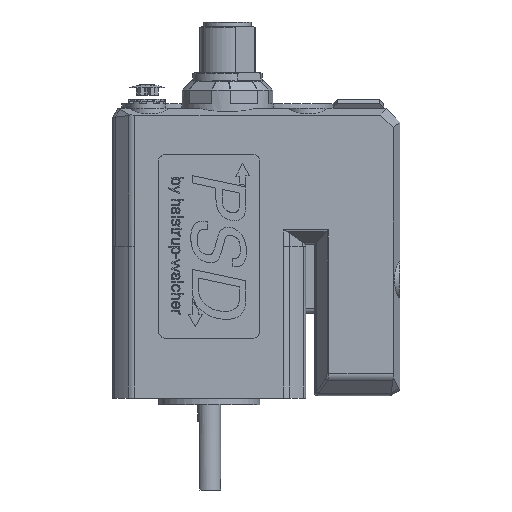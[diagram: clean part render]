
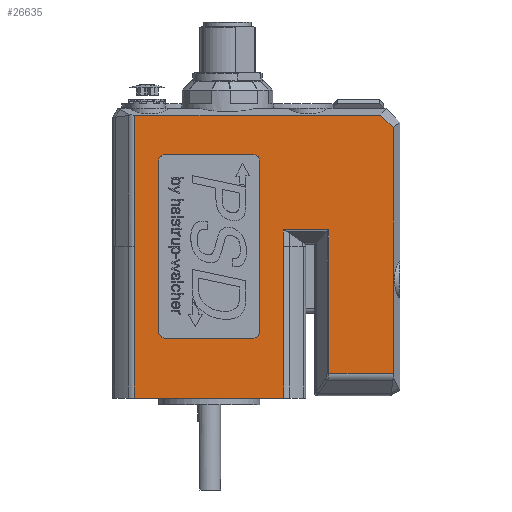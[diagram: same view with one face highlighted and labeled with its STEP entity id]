
A CAD part, left-side view. The second image highlights one B-rep face of the part: STEP entity #26635.
In plain terms, the highlighted planar face has unit normal (-1, 0, 0).
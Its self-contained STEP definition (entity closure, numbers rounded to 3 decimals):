
#236=FACE_BOUND('',#4922,.T.);
#722=PLANE('',#27926);
#3439=FACE_OUTER_BOUND('',#4921,.T.);
#4921=EDGE_LOOP('',(#21740,#21741,#21742,#21743,#21744,#21745,#21746,#21747,
#21748,#21749,#21750,#21751,#21752));
#4922=EDGE_LOOP('',(#21753,#21754,#21755,#21756,#21757,#21758,#21759,#21760));
#5393=CIRCLE('',#27288,1.5);
#5394=CIRCLE('',#27291,1.5);
#5395=CIRCLE('',#27294,1.5);
#5396=CIRCLE('',#27297,1.5);
#6634=LINE('',#39342,#8703);
#6637=LINE('',#39350,#8706);
#6640=LINE('',#39358,#8709);
#6643=LINE('',#39365,#8712);
#7574=LINE('',#46261,#9643);
#7601=LINE('',#46375,#9670);
#7603=LINE('',#46381,#9672);
#7604=LINE('',#46383,#9673);
#7605=LINE('',#46385,#9674);
#7606=LINE('',#46387,#9675);
#7607=LINE('',#46389,#9676);
#7608=LINE('',#46391,#9677);
#7609=LINE('',#46393,#9678);
#7610=LINE('',#46395,#9679);
#7611=LINE('',#46397,#9680);
#7612=LINE('',#46398,#9681);
#7613=LINE('',#46399,#9682);
#8703=VECTOR('',#29780,10.);
#8706=VECTOR('',#29789,10.);
#8709=VECTOR('',#29798,10.);
#8712=VECTOR('',#29807,10.);
#9643=VECTOR('',#31930,10.);
#9670=VECTOR('',#32017,10.);
#9672=VECTOR('',#32023,10.);
#9673=VECTOR('',#32024,1000.);
#9674=VECTOR('',#32025,1000.);
#9675=VECTOR('',#32026,1000.);
#9676=VECTOR('',#32027,1000.);
#9677=VECTOR('',#32028,1000.);
#9678=VECTOR('',#32029,10.);
#9679=VECTOR('',#32030,10.);
#9680=VECTOR('',#32031,10.);
#9681=VECTOR('',#32032,10.);
#9682=VECTOR('',#32033,10.);
#10821=VERTEX_POINT('',#39335);
#10822=VERTEX_POINT('',#39336);
#10823=VERTEX_POINT('',#39341);
#10824=VERTEX_POINT('',#39345);
#10825=VERTEX_POINT('',#39349);
#10826=VERTEX_POINT('',#39353);
#10827=VERTEX_POINT('',#39357);
#10828=VERTEX_POINT('',#39361);
#11912=VERTEX_POINT('',#46258);
#11913=VERTEX_POINT('',#46260);
#11950=VERTEX_POINT('',#46374);
#11951=VERTEX_POINT('',#46379);
#11952=VERTEX_POINT('',#46380);
#11953=VERTEX_POINT('',#46382);
#11954=VERTEX_POINT('',#46384);
#11955=VERTEX_POINT('',#46386);
#11956=VERTEX_POINT('',#46388);
#11957=VERTEX_POINT('',#46390);
#11958=VERTEX_POINT('',#46392);
#11959=VERTEX_POINT('',#46394);
#11960=VERTEX_POINT('',#46396);
#13685=EDGE_CURVE('',#10821,#10822,#5393,.T.);
#13688=EDGE_CURVE('',#10822,#10823,#6634,.T.);
#13690=EDGE_CURVE('',#10823,#10824,#5394,.T.);
#13692=EDGE_CURVE('',#10824,#10825,#6637,.T.);
#13694=EDGE_CURVE('',#10825,#10826,#5395,.T.);
#13696=EDGE_CURVE('',#10826,#10827,#6640,.T.);
#13698=EDGE_CURVE('',#10827,#10828,#5396,.T.);
#13700=EDGE_CURVE('',#10828,#10821,#6643,.T.);
#15328=EDGE_CURVE('',#11912,#11913,#7574,.T.);
#15376=EDGE_CURVE('',#11913,#11950,#7601,.T.);
#15379=EDGE_CURVE('',#11951,#11952,#7603,.T.);
#15380=EDGE_CURVE('',#11953,#11951,#7604,.T.);
#15381=EDGE_CURVE('',#11953,#11954,#7605,.T.);
#15382=EDGE_CURVE('',#11954,#11955,#7606,.T.);
#15383=EDGE_CURVE('',#11956,#11955,#7607,.T.);
#15384=EDGE_CURVE('',#11957,#11956,#7608,.T.);
#15385=EDGE_CURVE('',#11958,#11957,#7609,.T.);
#15386=EDGE_CURVE('',#11959,#11958,#7610,.T.);
#15387=EDGE_CURVE('',#11960,#11959,#7611,.T.);
#15388=EDGE_CURVE('',#11950,#11960,#7612,.T.);
#15389=EDGE_CURVE('',#11952,#11912,#7613,.T.);
#21740=ORIENTED_EDGE('',*,*,#15379,.F.);
#21741=ORIENTED_EDGE('',*,*,#15380,.F.);
#21742=ORIENTED_EDGE('',*,*,#15381,.T.);
#21743=ORIENTED_EDGE('',*,*,#15382,.T.);
#21744=ORIENTED_EDGE('',*,*,#15383,.F.);
#21745=ORIENTED_EDGE('',*,*,#15384,.F.);
#21746=ORIENTED_EDGE('',*,*,#15385,.F.);
#21747=ORIENTED_EDGE('',*,*,#15386,.F.);
#21748=ORIENTED_EDGE('',*,*,#15387,.F.);
#21749=ORIENTED_EDGE('',*,*,#15388,.F.);
#21750=ORIENTED_EDGE('',*,*,#15376,.F.);
#21751=ORIENTED_EDGE('',*,*,#15328,.F.);
#21752=ORIENTED_EDGE('',*,*,#15389,.F.);
#21753=ORIENTED_EDGE('',*,*,#13685,.T.);
#21754=ORIENTED_EDGE('',*,*,#13688,.T.);
#21755=ORIENTED_EDGE('',*,*,#13690,.T.);
#21756=ORIENTED_EDGE('',*,*,#13692,.T.);
#21757=ORIENTED_EDGE('',*,*,#13694,.T.);
#21758=ORIENTED_EDGE('',*,*,#13696,.T.);
#21759=ORIENTED_EDGE('',*,*,#13698,.T.);
#21760=ORIENTED_EDGE('',*,*,#13700,.T.);
#26635=ADVANCED_FACE('',(#3439,#236),#722,.F.);
#27288=AXIS2_PLACEMENT_3D('',#39337,#29774,#29775);
#27291=AXIS2_PLACEMENT_3D('',#39346,#29784,#29785);
#27294=AXIS2_PLACEMENT_3D('',#39354,#29793,#29794);
#27297=AXIS2_PLACEMENT_3D('',#39362,#29802,#29803);
#27926=AXIS2_PLACEMENT_3D('',#46378,#32021,#32022);
#29774=DIRECTION('center_axis',(1.,0.,0.));
#29775=DIRECTION('ref_axis',(0.,-1.,0.));
#29780=DIRECTION('',(0.,0.,-1.));
#29784=DIRECTION('center_axis',(1.,0.,0.));
#29785=DIRECTION('ref_axis',(0.,0.,
-1.));
#29789=DIRECTION('',(0.,1.,0.));
#29793=DIRECTION('center_axis',(1.,0.,0.));
#29794=DIRECTION('ref_axis',(0.,1.,0.));
#29798=DIRECTION('',(0.,0.,1.));
#29802=DIRECTION('center_axis',(1.,0.,0.));
#29803=DIRECTION('ref_axis',(0.,0.,
1.));
#29807=DIRECTION('',(0.,-1.,0.));
#31930=DIRECTION('',(0.,-0.707,-0.707));
#32017=DIRECTION('',(0.,0.,-1.));
#32021=DIRECTION('center_axis',(1.,0.,0.));
#32022=DIRECTION('ref_axis',(0.,0.,
1.));
#32023=DIRECTION('',(0.,0.,1.));
#32024=DIRECTION('',(0.,-1.,0.));
#32025=DIRECTION('',(0.,0.,-1.));
#32026=DIRECTION('',(0.,-1.,0.));
#32027=DIRECTION('',(0.,0.,-1.));
#32028=DIRECTION('',(0.,-1.,0.));
#32029=DIRECTION('',(0.,0.,-1.));
#32030=DIRECTION('',(0.,1.,0.));
#32031=DIRECTION('',(0.,0.,1.));
#32032=DIRECTION('',(0.,1.,0.));
#32033=DIRECTION('',(0.,-1.,0.));
#39335=CARTESIAN_POINT('',(-21.,-9.5,79.));
#39336=CARTESIAN_POINT('',(-21.,-11.,77.5));
#39337=CARTESIAN_POINT('Origin',(-21.,-9.5,77.5));
#39341=CARTESIAN_POINT('',(-21.,-11.,40.5));
#39342=CARTESIAN_POINT('',(-21.,-11.,55.666));
#39345=CARTESIAN_POINT('',(-21.,-9.5,39.));
#39346=CARTESIAN_POINT('Origin',(-21.,-9.5,40.5));
#39349=CARTESIAN_POINT('',(-21.,9.5,39.));
#39350=CARTESIAN_POINT('',(-21.,-6.916,39.));
#39353=CARTESIAN_POINT('',(-21.,11.,40.5));
#39354=CARTESIAN_POINT('Origin',(-21.,9.5,40.5));
#39357=CARTESIAN_POINT('',(-21.,11.,77.5));
#39358=CARTESIAN_POINT('',(-21.,11.,74.166));
#39361=CARTESIAN_POINT('',(-21.,9.5,79.));
#39362=CARTESIAN_POINT('Origin',(-21.,9.5,77.5));
#39365=CARTESIAN_POINT('',(-21.,-16.416,79.));
#46258=CARTESIAN_POINT('',(-21.,-37.318,87.544));
#46260=CARTESIAN_POINT('',(-21.,-40.044,84.818));
#46261=CARTESIAN_POINT('',(-21.,-37.931,86.931));
#46374=CARTESIAN_POINT('',(-21.,-40.044,31.328));
#46375=CARTESIAN_POINT('',(-21.,-40.044,78.416));
#46378=CARTESIAN_POINT('Origin',(-21.,-23.333,70.833));
#46379=CARTESIAN_POINT('',(-21.,16.172,59.));
#46380=CARTESIAN_POINT('',(-21.,16.172,87.544));
#46381=CARTESIAN_POINT('',(-21.,16.172,60.231));
#46382=CARTESIAN_POINT('',(-21.,16.248,59.));
#46383=CARTESIAN_POINT('',(-21.,16.248,59.));
#46384=CARTESIAN_POINT('',(-21.,16.248,26.));
#46385=CARTESIAN_POINT('',(-21.,16.248,75.3));
#46386=CARTESIAN_POINT('',(-21.,-16.248,26.));
#46387=CARTESIAN_POINT('',(-21.,16.248,26.));
#46388=CARTESIAN_POINT('',(-21.,-16.248,59.));
#46389=CARTESIAN_POINT('',(-21.,-16.248,75.3));
#46390=CARTESIAN_POINT('',(-21.,-16.172,59.));
#46391=CARTESIAN_POINT('',(-21.,16.248,59.));
#46392=CARTESIAN_POINT('',(-21.,-16.172,62.561));
#46393=CARTESIAN_POINT('',(-21.,-16.172,56.606));
#46394=CARTESIAN_POINT('',(-21.,-26.061,62.561));
#46395=CARTESIAN_POINT('',(-21.,-15.106,62.561));
#46396=CARTESIAN_POINT('',(-21.,-26.061,31.328));
#46397=CARTESIAN_POINT('',(-21.,-26.061,52.106));
#46398=CARTESIAN_POINT('',(-21.,-19.481,31.328));
#46399=CARTESIAN_POINT('',(-21.,-1.166,87.544));
